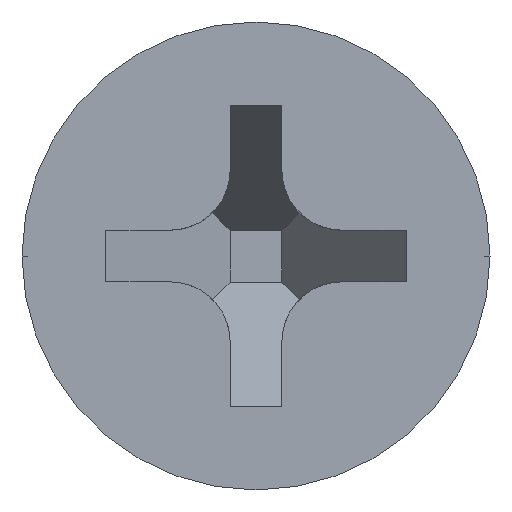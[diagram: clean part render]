
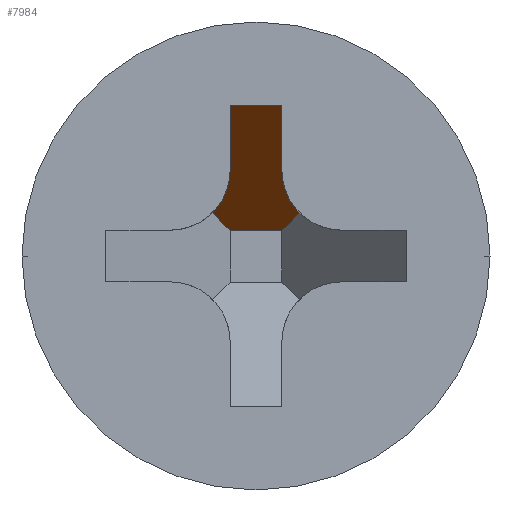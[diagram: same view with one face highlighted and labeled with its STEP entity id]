
A CAD part, top view. The second image highlights one B-rep face of the part: STEP entity #7984.
In plain terms, the highlighted planar face has unit normal (0, -0.804, 0.595).
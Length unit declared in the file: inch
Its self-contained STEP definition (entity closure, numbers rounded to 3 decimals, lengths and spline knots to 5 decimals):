
#1126 = DIRECTION ( 'NONE',  ( -1., 0., 0. ) ) ;
#1127 = VECTOR ( 'NONE', #1126, 39.37008 ) ;
#1129 = CARTESIAN_POINT ( 'NONE',  ( 0., 0.084, 0. ) ) ;
#1130 = LINE ( 'NONE', #1129, #1127 ) ;
#1137 = CARTESIAN_POINT ( 'NONE',  ( -0.0145, 0.084, 0. ) ) ;
#1148 = VECTOR ( 'NONE', #1193, 39.37008 ) ;
#1149 = CARTESIAN_POINT ( 'NONE',  ( 0.02434, 0.02434, -0.08069 ) ) ;
#1150 = LINE ( 'NONE', #1149, #1148 ) ;
#1184 = CARTESIAN_POINT ( 'NONE',  ( 0.02434, 0.02434, -0.08069 ) ) ;
#1185 = CARTESIAN_POINT ( 'NONE',  ( 0.01796, 0.03073, -0.07205 ) ) ;
#1186 = CARTESIAN_POINT ( 'NONE',  ( 0.0145, 0.03907, -0.06077 ) ) ;
#1187 = CARTESIAN_POINT ( 'NONE',  ( 0.0145, 0.0481, -0.04856 ) ) ;
#1190 =( BOUNDED_CURVE ( )  B_SPLINE_CURVE ( 3, ( #1187, #1186, #1185, #1184 ),
 .UNSPECIFIED., .F., .T. ) 
 B_SPLINE_CURVE_WITH_KNOTS ( ( 4, 4 ),
 ( 1.5708, 2.35619 ),
 .UNSPECIFIED. ) 
 CURVE ( )  GEOMETRIC_REPRESENTATION_ITEM ( )  RATIONAL_B_SPLINE_CURVE ( ( 1., 0.949, 0.949, 1. ) ) 
 REPRESENTATION_ITEM ( '' )  );
#1193 = DIRECTION ( 'NONE',  ( -0.511, -0.511, -0.691 ) ) ;
#1199 = DIRECTION ( 'NONE',  ( 0., -0.804, 0.595 ) ) ;
#1206 = CARTESIAN_POINT ( 'NONE',  ( 0.0145, 0.0145, -0.094 ) ) ;
#1212 = PLANE ( 'NONE',  #1224 ) ;
#1213 = CARTESIAN_POINT ( 'NONE',  ( -0.02434, 0.02434, -0.08069 ) ) ;
#1215 = DIRECTION ( 'NONE',  ( 0., -0.595, -0.804 ) ) ;
#1216 = VECTOR ( 'NONE', #1215, 39.37008 ) ;
#1217 = CARTESIAN_POINT ( 'NONE',  ( -0.0145, 0.084, 0. ) ) ;
#1218 =( BOUNDED_CURVE ( )  B_SPLINE_CURVE ( 3, ( #1213, #1250, #1249, #1248 ),
 .UNSPECIFIED., .F., .F. ) 
 B_SPLINE_CURVE_WITH_KNOTS ( ( 4, 4 ),
 ( 0.7854, 1.5708 ),
 .UNSPECIFIED. ) 
 CURVE ( )  GEOMETRIC_REPRESENTATION_ITEM ( )  RATIONAL_B_SPLINE_CURVE ( ( 1., 0.949, 0.949, 1. ) ) 
 REPRESENTATION_ITEM ( '' )  );
#1219 = CARTESIAN_POINT ( 'NONE',  ( 0.02434, 0.02434, -0.08069 ) ) ;
#1220 = LINE ( 'NONE', #1217, #1216 ) ;
#1221 = DIRECTION ( 'NONE',  ( 0., -0.595, -0.804 ) ) ;
#1222 = CARTESIAN_POINT ( 'NONE',  ( 0.0145, 0.084, 0. ) ) ;
#1223 = CARTESIAN_POINT ( 'NONE',  ( -0.02434, 0.02434, -0.08069 ) ) ;
#1224 = AXIS2_PLACEMENT_3D ( 'NONE', #1229, #1199, #1221 ) ;
#1225 = CARTESIAN_POINT ( 'NONE',  ( -0.0145, 0.0481, -0.04856 ) ) ;
#1229 = CARTESIAN_POINT ( 'NONE',  ( 0., 0.05431, -0.04016 ) ) ;
#1230 = FACE_OUTER_BOUND ( 'NONE', #8048, .T. ) ;
#1231 = CARTESIAN_POINT ( 'NONE',  ( -0.0145, 0.0145, -0.094 ) ) ;
#1232 = CARTESIAN_POINT ( 'NONE',  ( 0.0145, 0.0481, -0.04856 ) ) ;
#1238 = DIRECTION ( 'NONE',  ( -0.511, 0.511, 0.691 ) ) ;
#1239 = VECTOR ( 'NONE', #1238, 39.37008 ) ;
#1240 = CARTESIAN_POINT ( 'NONE',  ( -0.0145, 0.0145, -0.094 ) ) ;
#1247 = LINE ( 'NONE', #1240, #1239 ) ;
#1248 = CARTESIAN_POINT ( 'NONE',  ( -0.0145, 0.0481, -0.04856 ) ) ;
#1249 = CARTESIAN_POINT ( 'NONE',  ( -0.0145, 0.03907, -0.06077 ) ) ;
#1250 = CARTESIAN_POINT ( 'NONE',  ( -0.01796, 0.03073, -0.07205 ) ) ;
#1257 = LINE ( 'NONE', #1294, #1293 ) ;
#1292 = DIRECTION ( 'NONE',  ( 1., 0., 0. ) ) ;
#1293 = VECTOR ( 'NONE', #1292, 39.37008 ) ;
#1294 = CARTESIAN_POINT ( 'NONE',  ( 0., 0.0145, -0.094 ) ) ;
#1350 = DIRECTION ( 'NONE',  ( 0., 0.595, 0.804 ) ) ;
#1351 = VECTOR ( 'NONE', #1350, 39.37008 ) ;
#1352 = CARTESIAN_POINT ( 'NONE',  ( 0.0145, 0.0481, -0.04856 ) ) ;
#1353 = LINE ( 'NONE', #1352, #1351 ) ;
#7944 = EDGE_CURVE ( 'NONE', #7985, #7945, #1130, .T. ) ;
#7945 = VERTEX_POINT ( 'NONE', #1137 ) ;
#7960 = ORIENTED_EDGE ( 'NONE', *, *, #7996, .F. ) ;
#7961 = ORIENTED_EDGE ( 'NONE', *, *, #7964, .F. ) ;
#7963 = EDGE_CURVE ( 'NONE', #7994, #7977, #1150, .T. ) ;
#7964 = EDGE_CURVE ( 'NONE', #7987, #7994, #1190, .T. ) ;
#7977 = VERTEX_POINT ( 'NONE', #1206 ) ;
#7982 = ORIENTED_EDGE ( 'NONE', *, *, #7993, .F. ) ;
#7983 = VERTEX_POINT ( 'NONE', #1231 ) ;
#7984 = ADVANCED_FACE ( 'NONE', ( #1230 ), #1212, .T. ) ;
#7985 = VERTEX_POINT ( 'NONE', #1222 ) ;
#7986 = ORIENTED_EDGE ( 'NONE', *, *, #7944, .T. ) ;
#7987 = VERTEX_POINT ( 'NONE', #1232 ) ;
#7988 = VERTEX_POINT ( 'NONE', #1223 ) ;
#7989 = VERTEX_POINT ( 'NONE', #1225 ) ;
#7990 = EDGE_CURVE ( 'NONE', #7945, #7989, #1220, .T. ) ;
#7991 = ORIENTED_EDGE ( 'NONE', *, *, #8010, .T. ) ;
#7992 = ORIENTED_EDGE ( 'NONE', *, *, #7963, .F. ) ;
#7993 = EDGE_CURVE ( 'NONE', #7988, #7989, #1218, .T. ) ;
#7994 = VERTEX_POINT ( 'NONE', #1219 ) ;
#7996 = EDGE_CURVE ( 'NONE', #7983, #7988, #1247, .T. ) ;
#8010 = EDGE_CURVE ( 'NONE', #7983, #7977, #1257, .T. ) ;
#8011 = ORIENTED_EDGE ( 'NONE', *, *, #7990, .T. ) ;
#8040 = EDGE_CURVE ( 'NONE', #7987, #7985, #1353, .T. ) ;
#8046 = ORIENTED_EDGE ( 'NONE', *, *, #8040, .T. ) ;
#8048 = EDGE_LOOP ( 'NONE', ( #8046, #7986, #8011, #7982, #7960, #7991, #7992, #7961 ) ) ;
